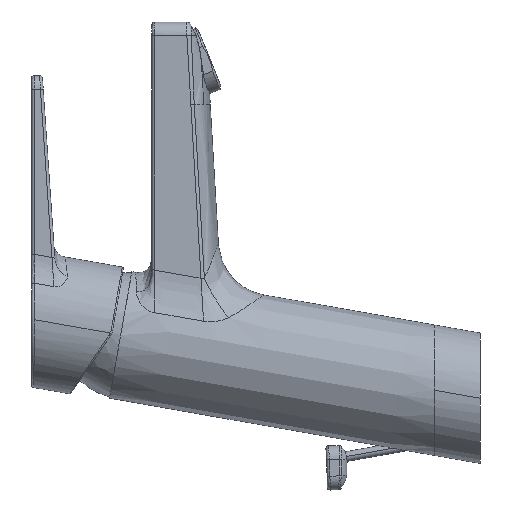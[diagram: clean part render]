
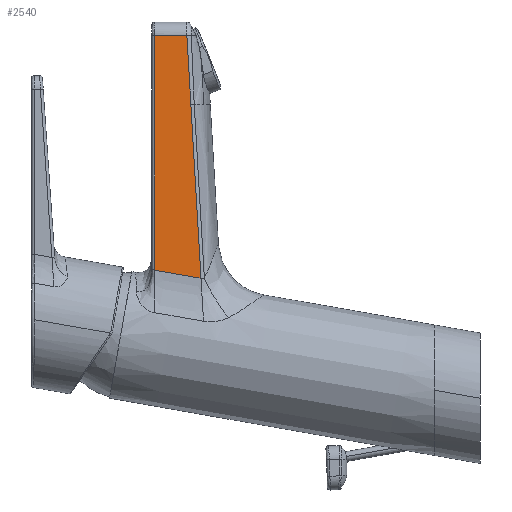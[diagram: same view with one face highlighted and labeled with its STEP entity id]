
A CAD part, left-side view. The second image highlights one B-rep face of the part: STEP entity #2540.
In plain terms, the highlighted planar face has unit normal (-1, 0, 0).
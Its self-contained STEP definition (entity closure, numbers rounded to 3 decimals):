
#233 = AXIS2_PLACEMENT_3D ( 'NONE', #6245, #369, #5623 ) ;
#369 = DIRECTION ( 'NONE',  ( 1., 0., 0. ) ) ;
#496 = CARTESIAN_POINT ( 'NONE',  ( -17.5, 104.133, 93.943 ) ) ;
#553 = CARTESIAN_POINT ( 'NONE',  ( -17.5, 101.185, 43.466 ) ) ;
#585 = CARTESIAN_POINT ( 'NONE',  ( -17.5, 104.537, 44.057 ) ) ;
#769 = CARTESIAN_POINT ( 'NONE',  ( -17.5, 117.946, 91.685 ) ) ;
#968 = CARTESIAN_POINT ( 'NONE',  ( -17.5, 104.87, 106.562 ) ) ;
#1119 = ORIENTED_EDGE ( 'NONE', *, *, #7527, .T. ) ;
#1272 = EDGE_LOOP ( 'NONE', ( #8169, #3651, #4364, #7068, #1119 ) ) ;
#1399 = VECTOR ( 'NONE', #4789, 1000. ) ;
#1505 = VERTEX_POINT ( 'NONE', #3324 ) ;
#1632 = LINE ( 'NONE', #769, #5652 ) ;
#1638 = FACE_OUTER_BOUND ( 'NONE', #1272, .T. ) ;
#2540 = ADVANCED_FACE ( 'NONE', ( #1638 ), #4101, .F. ) ;
#2735 = EDGE_CURVE ( 'NONE', #1505, #7896, #5074, .T. ) ;
#3051 = VERTEX_POINT ( 'NONE', #968 ) ;
#3079 = VERTEX_POINT ( 'NONE', #4199 ) ;
#3128 = CARTESIAN_POINT ( 'NONE',  ( -17.5, 117.946, 46.422 ) ) ;
#3324 = CARTESIAN_POINT ( 'NONE',  ( -17.5, 101.185, 43.466 ) ) ;
#3651 = ORIENTED_EDGE ( 'NONE', *, *, #8485, .F. ) ;
#3990 = CARTESIAN_POINT ( 'NONE',  ( -17.5, 111.263, 131.273 ) ) ;
#4101 = PLANE ( 'NONE',  #233 ) ;
#4199 = CARTESIAN_POINT ( 'NONE',  ( -17.5, 106.313, 131.273 ) ) ;
#4364 = ORIENTED_EDGE ( 'NONE', *, *, #2735, .F. ) ;
#4435 = CARTESIAN_POINT ( 'NONE',  ( -17.5, 111.242, 45.239 ) ) ;
#4544 = CARTESIAN_POINT ( 'NONE',  ( -17.5, 104.87, 106.562 ) ) ;
#4789 = DIRECTION ( 'NONE',  ( 0., -1., 0. ) ) ;
#4996 = CARTESIAN_POINT ( 'NONE',  ( -17.5, 103.396, 81.323 ) ) ;
#5035 = VERTEX_POINT ( 'NONE', #8399 ) ;
#5074 = B_SPLINE_CURVE_WITH_KNOTS ( 'NONE', 5,
 ( #553, #585, #8926, #4435, #9684, #5189 ),
 .UNSPECIFIED., .F., .F.,
 ( 6, 6 ),
 ( 0., 17.02 ),
 .UNSPECIFIED. ) ;
#5189 = CARTESIAN_POINT ( 'NONE',  ( -17.5, 117.946, 46.422 ) ) ;
#5623 = DIRECTION ( 'NONE',  ( 0., 0., 1. ) ) ;
#5652 = VECTOR ( 'NONE', #6042, 1000. ) ;
#5692 = CARTESIAN_POINT ( 'NONE',  ( -17.5, 101.185, 43.466 ) ) ;
#5747 = CARTESIAN_POINT ( 'NONE',  ( -17.5, 104.87, 106.562 ) ) ;
#5794 = B_SPLINE_CURVE_WITH_KNOTS ( 'NONE', 5,
 ( #5692, #7972, #9483, #4996, #496, #5747 ),
 .UNSPECIFIED., .F., .F.,
 ( 6, 6 ),
 ( 3.568, 66.771 ),
 .UNSPECIFIED. ) ;
#6042 = DIRECTION ( 'NONE',  ( 0., 0., 1. ) ) ;
#6245 = CARTESIAN_POINT ( 'NONE',  ( -17.5, 19.696, 3.473 ) ) ;
#7068 = ORIENTED_EDGE ( 'NONE', *, *, #8294, .T. ) ;
#7527 = EDGE_CURVE ( 'NONE', #3051, #3079, #8670, .T. ) ;
#7896 = VERTEX_POINT ( 'NONE', #3128 ) ;
#7972 = CARTESIAN_POINT ( 'NONE',  ( -17.5, 101.922, 56.085 ) ) ;
#8169 = ORIENTED_EDGE ( 'NONE', *, *, #8668, .F. ) ;
#8294 = EDGE_CURVE ( 'NONE', #1505, #3051, #5794, .T. ) ;
#8399 = CARTESIAN_POINT ( 'NONE',  ( -17.5, 117.946, 131.273 ) ) ;
#8485 = EDGE_CURVE ( 'NONE', #7896, #5035, #1632, .T. ) ;
#8668 = EDGE_CURVE ( 'NONE', #5035, #3079, #9159, .T. ) ;
#8670 = B_SPLINE_CURVE_WITH_KNOTS ( 'NONE', 1,
 ( #4544, #9033 ),
 .UNSPECIFIED., .F., .F.,
 ( 2, 2 ),
 ( 0., 24.753 ),
 .UNSPECIFIED. ) ;
#8926 = CARTESIAN_POINT ( 'NONE',  ( -17.5, 107.889, 44.648 ) ) ;
#9033 = CARTESIAN_POINT ( 'NONE',  ( -17.5, 106.313, 131.273 ) ) ;
#9159 = LINE ( 'NONE', #3990, #1399 ) ;
#9483 = CARTESIAN_POINT ( 'NONE',  ( -17.5, 102.659, 68.704 ) ) ;
#9684 = CARTESIAN_POINT ( 'NONE',  ( -17.5, 114.594, 45.83 ) ) ;
